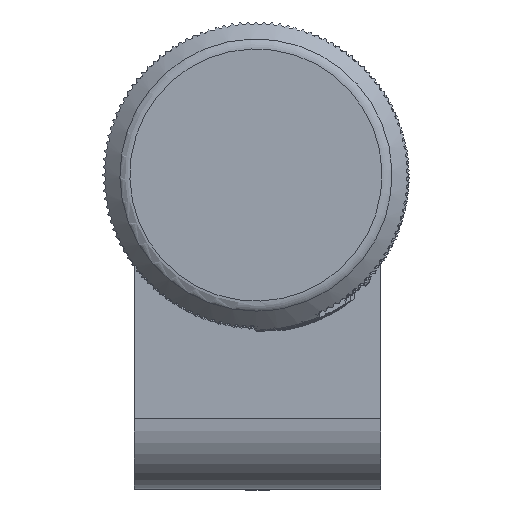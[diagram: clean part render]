
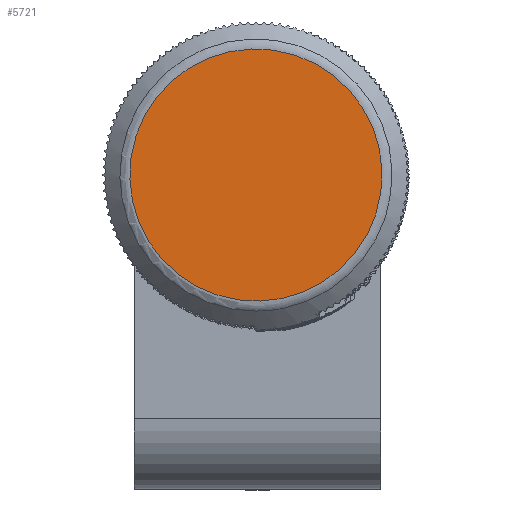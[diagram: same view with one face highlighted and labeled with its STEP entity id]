
A CAD part, top view. The second image highlights one B-rep face of the part: STEP entity #5721.
In plain terms, the highlighted planar face has unit normal (0, 0, 1).
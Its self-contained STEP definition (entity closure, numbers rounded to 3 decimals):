
#2818=CIRCLE('',#55880,17.922);
#5721=ADVANCED_FACE('',(#10681),#8912,.F.);
#8912=PLANE('',#55881);
#10681=FACE_OUTER_BOUND('',#13978,.T.);
#13978=EDGE_LOOP('',(#22890));
#22890=ORIENTED_EDGE('',*,*,#42783,.T.);
#37272=VERTEX_POINT('',#83023);
#42783=EDGE_CURVE('',#37272,#37272,#2818,.T.);
#55880=AXIS2_PLACEMENT_3D('',#83022,#63634,#63635);
#55881=AXIS2_PLACEMENT_3D('',#83024,#63636,#63637);
#63634=DIRECTION('',(0.,0.,1.));
#63635=DIRECTION('',(0.208,-0.978,0.));
#63636=DIRECTION('',(0.,0.,-1.));
#63637=DIRECTION('',(0.208,-0.978,0.));
#83022=CARTESIAN_POINT('',(-0.221,0.023,278.625));
#83023=CARTESIAN_POINT('',(3.505,-17.507,278.625));
#83024=CARTESIAN_POINT('',(-18.562,-3.875,278.625));
